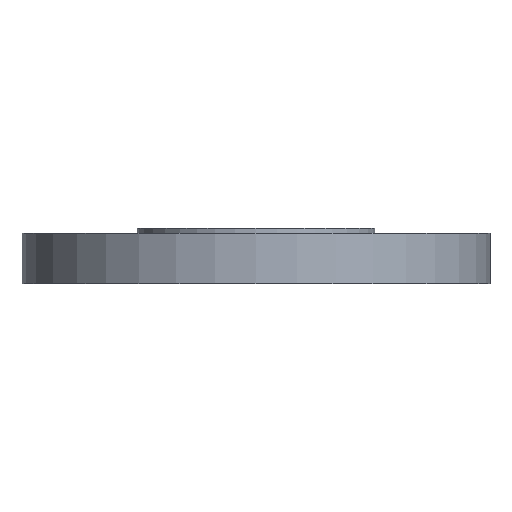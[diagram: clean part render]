
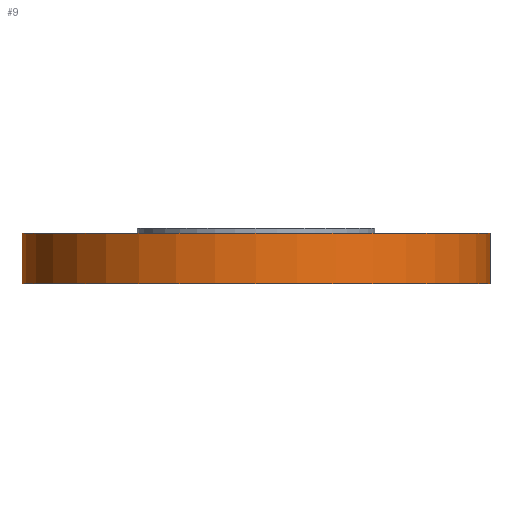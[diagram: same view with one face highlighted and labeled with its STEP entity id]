
A CAD part, front view. The second image highlights one B-rep face of the part: STEP entity #9.
In plain terms, the highlighted cylindrical face has radius 92.5 mm (diameter 185 mm), a partial arc.
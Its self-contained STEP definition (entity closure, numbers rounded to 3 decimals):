
#1 = AXIS2_PLACEMENT_3D ( 'NONE', #540, #545, #547 ) ;
#9 = ADVANCED_FACE ( 'NONE', ( #538 ), #539, .T. ) ;
#32 = VECTOR ( 'NONE', #424, 1000. ) ;
#78 = CIRCLE ( 'NONE', #89, 92.5 ) ;
#86 = CARTESIAN_POINT ( 'NONE',  ( -92.5, 0., -22. ) ) ;
#89 = AXIS2_PLACEMENT_3D ( 'NONE', #283, #281, #280 ) ;
#237 = EDGE_CURVE ( 'NONE', #960, #587, #676, .T. ) ;
#280 = DIRECTION ( 'NONE',  ( -1., 0., 0. ) ) ;
#281 = DIRECTION ( 'NONE',  ( 0., 0., -1. ) ) ;
#283 = CARTESIAN_POINT ( 'NONE',  ( 0., 0., -2. ) ) ;
#284 = CARTESIAN_POINT ( 'NONE',  ( -92.5, 0., -2. ) ) ;
#290 = CARTESIAN_POINT ( 'NONE',  ( 92.5, 0., -22. ) ) ;
#309 = CARTESIAN_POINT ( 'NONE',  ( 92.5, 0., -2. ) ) ;
#344 = DIRECTION ( 'NONE',  ( -1., 0., 0. ) ) ;
#346 = DIRECTION ( 'NONE',  ( 0., 0., -1. ) ) ;
#347 = CARTESIAN_POINT ( 'NONE',  ( 0., 0., -22. ) ) ;
#357 = EDGE_CURVE ( 'NONE', #580, #560, #744, .T. ) ;
#424 = DIRECTION ( 'NONE',  ( 0., 0., 1. ) ) ;
#497 = CIRCLE ( 'NONE', #606, 92.5 ) ;
#522 = EDGE_CURVE ( 'NONE', #580, #960, #497, .T. ) ;
#525 = VECTOR ( 'NONE', #680, 1000. ) ;
#538 = FACE_OUTER_BOUND ( 'NONE', #934, .T. ) ;
#539 = CYLINDRICAL_SURFACE ( 'NONE', #1, 92.5 ) ;
#540 = CARTESIAN_POINT ( 'NONE',  ( 0., 0., -62. ) ) ;
#545 = DIRECTION ( 'NONE',  ( 0., 0., 1. ) ) ;
#547 = DIRECTION ( 'NONE',  ( 1., 0., 0. ) ) ;
#560 = VERTEX_POINT ( 'NONE', #309 ) ;
#580 = VERTEX_POINT ( 'NONE', #290 ) ;
#587 = VERTEX_POINT ( 'NONE', #284 ) ;
#591 = EDGE_CURVE ( 'NONE', #560, #587, #78, .T. ) ;
#606 = AXIS2_PLACEMENT_3D ( 'NONE', #347, #346, #344 ) ;
#676 = LINE ( 'NONE', #679, #525 ) ;
#679 = CARTESIAN_POINT ( 'NONE',  ( -92.5, 0., -62. ) ) ;
#680 = DIRECTION ( 'NONE',  ( 0., 0., 1. ) ) ;
#743 = CARTESIAN_POINT ( 'NONE',  ( 92.5, 0., -62. ) ) ;
#744 = LINE ( 'NONE', #743, #32 ) ;
#833 = ORIENTED_EDGE ( 'NONE', *, *, #237, .F. ) ;
#834 = ORIENTED_EDGE ( 'NONE', *, *, #522, .F. ) ;
#835 = ORIENTED_EDGE ( 'NONE', *, *, #357, .T. ) ;
#836 = ORIENTED_EDGE ( 'NONE', *, *, #591, .T. ) ;
#934 = EDGE_LOOP ( 'NONE', ( #833, #834, #835, #836 ) ) ;
#960 = VERTEX_POINT ( 'NONE', #86 ) ;
